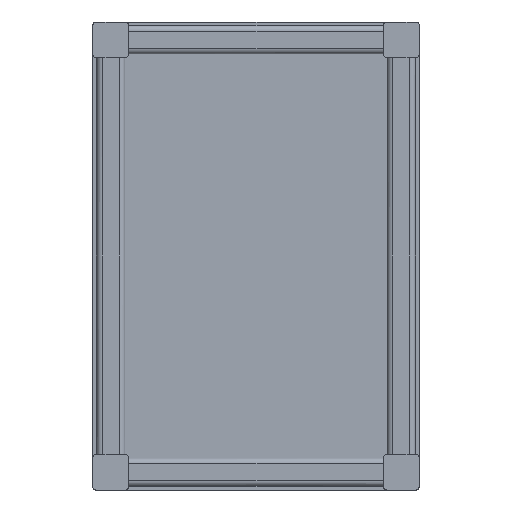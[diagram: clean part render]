
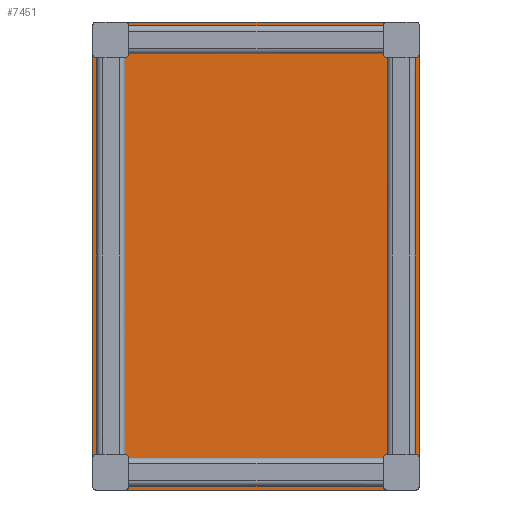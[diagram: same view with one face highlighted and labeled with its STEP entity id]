
A CAD part, front view. The second image highlights one B-rep face of the part: STEP entity #7451.
In plain terms, the highlighted free-form (B-spline) face has degree [1, 1] with [2, 2] control points.
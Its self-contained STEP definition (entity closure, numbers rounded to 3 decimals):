
#7261 = VERTEX_POINT('',#7262);
#7262 = CARTESIAN_POINT('',(576.818,350.059,
    1011.179));
#7267 = EDGE_CURVE('',#7261,#7268,#7270,.T.);
#7268 = VERTEX_POINT('',#7269);
#7269 = CARTESIAN_POINT('',(576.818,350.059,
    286.044));
#7270 = B_SPLINE_CURVE_WITH_KNOTS('',1,(#7271,#7272),.UNSPECIFIED.,.F.,
  .F.,(2,2),(-615.,-45.),.PIECEWISE_BEZIER_KNOTS.);
#7271 = CARTESIAN_POINT('',(576.818,350.059,
    1011.179));
#7272 = CARTESIAN_POINT('',(576.818,350.059,
    286.044));
#7297 = VERTEX_POINT('',#7298);
#7298 = CARTESIAN_POINT('',(519.571,350.059,
    228.796));
#7303 = EDGE_CURVE('',#7297,#7304,#7306,.T.);
#7304 = VERTEX_POINT('',#7305);
#7305 = CARTESIAN_POINT('',(48.869,350.059,
    228.796));
#7306 = B_SPLINE_CURVE_WITH_KNOTS('',1,(#7307,#7308),.UNSPECIFIED.,.F.,
  .F.,(2,2),(-415.,-45.),.PIECEWISE_BEZIER_KNOTS.);
#7307 = CARTESIAN_POINT('',(519.571,350.059,
    228.796));
#7308 = CARTESIAN_POINT('',(48.869,350.059,
    228.796));
#7323 = EDGE_CURVE('',#7324,#7326,#7328,.T.);
#7324 = VERTEX_POINT('',#7325);
#7325 = CARTESIAN_POINT('',(-8.378,350.059,
    286.044));
#7326 = VERTEX_POINT('',#7327);
#7327 = CARTESIAN_POINT('',(-8.378,350.059,
    1011.179));
#7328 = B_SPLINE_CURVE_WITH_KNOTS('',1,(#7329,#7330),.UNSPECIFIED.,.F.,
  .F.,(2,2),(45.,615.),.PIECEWISE_BEZIER_KNOTS.);
#7329 = CARTESIAN_POINT('',(-8.378,350.059,
    286.044));
#7330 = CARTESIAN_POINT('',(-8.378,350.059,
    1011.179));
#7369 = VERTEX_POINT('',#7370);
#7370 = CARTESIAN_POINT('',(48.869,350.059,
    1068.426));
#7375 = EDGE_CURVE('',#7369,#7376,#7378,.T.);
#7376 = VERTEX_POINT('',#7377);
#7377 = CARTESIAN_POINT('',(519.571,350.059,
    1068.426));
#7378 = B_SPLINE_CURVE_WITH_KNOTS('',1,(#7379,#7380),.UNSPECIFIED.,.F.,
  .F.,(2,2),(45.,415.),.PIECEWISE_BEZIER_KNOTS.);
#7379 = CARTESIAN_POINT('',(48.869,350.059,
    1068.426));
#7380 = CARTESIAN_POINT('',(519.571,350.059,
    1068.426));
#7451 = ADVANCED_FACE('',(#7452),#7506,.F.);
#7452 = FACE_BOUND('',#7453,.T.);
#7453 = EDGE_LOOP('',(#7454,#7461,#7466,#7467,#7474,#7479,#7480,#7487,
    #7492,#7493,#7500,#7505));
#7454 = ORIENTED_EDGE('',*,*,#7455,.T.);
#7455 = EDGE_CURVE('',#7369,#7456,#7458,.T.);
#7456 = VERTEX_POINT('',#7457);
#7457 = CARTESIAN_POINT('',(48.869,350.059,
    1011.179));
#7458 = B_SPLINE_CURVE_WITH_KNOTS('',1,(#7459,#7460),.UNSPECIFIED.,.F.,
  .F.,(2,2),(0.,45.),.PIECEWISE_BEZIER_KNOTS.);
#7459 = CARTESIAN_POINT('',(48.869,350.059,
    1068.426));
#7460 = CARTESIAN_POINT('',(48.869,350.059,
    1011.179));
#7461 = ORIENTED_EDGE('',*,*,#7462,.T.);
#7462 = EDGE_CURVE('',#7456,#7326,#7463,.T.);
#7463 = B_SPLINE_CURVE_WITH_KNOTS('',1,(#7464,#7465),.UNSPECIFIED.,.F.,
  .F.,(2,2),(-45.,-0.),.PIECEWISE_BEZIER_KNOTS.);
#7464 = CARTESIAN_POINT('',(48.869,350.059,
    1011.179));
#7465 = CARTESIAN_POINT('',(-8.378,350.059,
    1011.179));
#7466 = ORIENTED_EDGE('',*,*,#7323,.F.);
#7467 = ORIENTED_EDGE('',*,*,#7468,.T.);
#7468 = EDGE_CURVE('',#7324,#7469,#7471,.T.);
#7469 = VERTEX_POINT('',#7470);
#7470 = CARTESIAN_POINT('',(48.869,350.059,
    286.044));
#7471 = B_SPLINE_CURVE_WITH_KNOTS('',1,(#7472,#7473),.UNSPECIFIED.,.F.,
  .F.,(2,2),(0.,45.),.PIECEWISE_BEZIER_KNOTS.);
#7472 = CARTESIAN_POINT('',(-8.378,350.059,
    286.044));
#7473 = CARTESIAN_POINT('',(48.869,350.059,
    286.044));
#7474 = ORIENTED_EDGE('',*,*,#7475,.T.);
#7475 = EDGE_CURVE('',#7469,#7304,#7476,.T.);
#7476 = B_SPLINE_CURVE_WITH_KNOTS('',1,(#7477,#7478),.UNSPECIFIED.,.F.,
  .F.,(2,2),(-45.,-0.),.PIECEWISE_BEZIER_KNOTS.);
#7477 = CARTESIAN_POINT('',(48.869,350.059,
    286.044));
#7478 = CARTESIAN_POINT('',(48.869,350.059,
    228.796));
#7479 = ORIENTED_EDGE('',*,*,#7303,.F.);
#7480 = ORIENTED_EDGE('',*,*,#7481,.T.);
#7481 = EDGE_CURVE('',#7297,#7482,#7484,.T.);
#7482 = VERTEX_POINT('',#7483);
#7483 = CARTESIAN_POINT('',(519.571,350.059,
    286.044));
#7484 = B_SPLINE_CURVE_WITH_KNOTS('',1,(#7485,#7486),.UNSPECIFIED.,.F.,
  .F.,(2,2),(0.,45.),.PIECEWISE_BEZIER_KNOTS.);
#7485 = CARTESIAN_POINT('',(519.571,350.059,
    228.796));
#7486 = CARTESIAN_POINT('',(519.571,350.059,
    286.044));
#7487 = ORIENTED_EDGE('',*,*,#7488,.T.);
#7488 = EDGE_CURVE('',#7482,#7268,#7489,.T.);
#7489 = B_SPLINE_CURVE_WITH_KNOTS('',1,(#7490,#7491),.UNSPECIFIED.,.F.,
  .F.,(2,2),(-45.,0.),.PIECEWISE_BEZIER_KNOTS.);
#7490 = CARTESIAN_POINT('',(519.571,350.059,
    286.044));
#7491 = CARTESIAN_POINT('',(576.818,350.059,
    286.044));
#7492 = ORIENTED_EDGE('',*,*,#7267,.F.);
#7493 = ORIENTED_EDGE('',*,*,#7494,.T.);
#7494 = EDGE_CURVE('',#7261,#7495,#7497,.T.);
#7495 = VERTEX_POINT('',#7496);
#7496 = CARTESIAN_POINT('',(519.571,350.059,
    1011.179));
#7497 = B_SPLINE_CURVE_WITH_KNOTS('',1,(#7498,#7499),.UNSPECIFIED.,.F.,
  .F.,(2,2),(0.,45.),.PIECEWISE_BEZIER_KNOTS.);
#7498 = CARTESIAN_POINT('',(576.818,350.059,
    1011.179));
#7499 = CARTESIAN_POINT('',(519.571,350.059,
    1011.179));
#7500 = ORIENTED_EDGE('',*,*,#7501,.T.);
#7501 = EDGE_CURVE('',#7495,#7376,#7502,.T.);
#7502 = B_SPLINE_CURVE_WITH_KNOTS('',1,(#7503,#7504),.UNSPECIFIED.,.F.,
  .F.,(2,2),(-45.,0.),.PIECEWISE_BEZIER_KNOTS.);
#7503 = CARTESIAN_POINT('',(519.571,350.059,
    1011.179));
#7504 = CARTESIAN_POINT('',(519.571,350.059,
    1068.426));
#7505 = ORIENTED_EDGE('',*,*,#7375,.F.);
#7506 = B_SPLINE_SURFACE_WITH_KNOTS('',1,1,(
    (#7507,#7508)
    ,(#7509,#7510
    )),.UNSPECIFIED.,.F.,.F.,.F.,(2,2),(2,2),(-330.,330.),(-230.,230.),
  .PIECEWISE_BEZIER_KNOTS.);
#7507 = CARTESIAN_POINT('',(-8.378,350.059,
    228.796));
#7508 = CARTESIAN_POINT('',(576.818,350.059,
    228.796));
#7509 = CARTESIAN_POINT('',(-8.378,350.059,
    1068.426));
#7510 = CARTESIAN_POINT('',(576.818,350.059,
    1068.426));
